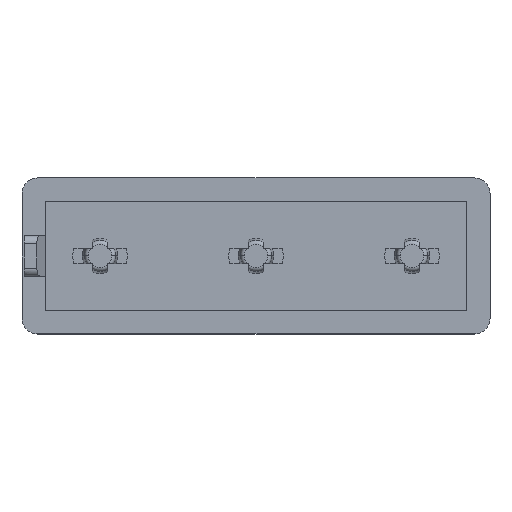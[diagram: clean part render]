
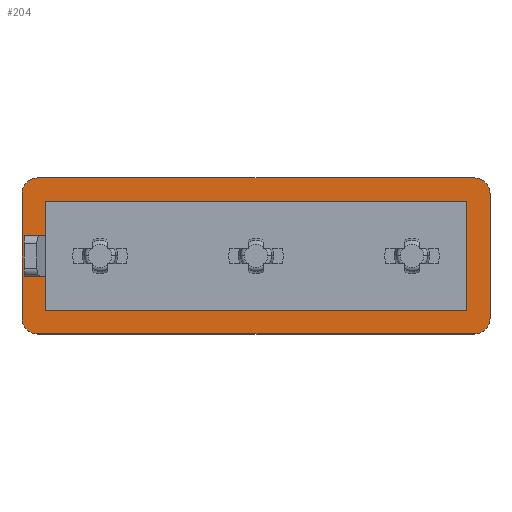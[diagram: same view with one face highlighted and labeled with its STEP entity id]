
A CAD part, top view. The second image highlights one B-rep face of the part: STEP entity #204.
In plain terms, the highlighted planar face has unit normal (0, 0, 1).
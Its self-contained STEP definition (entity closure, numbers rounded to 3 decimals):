
#204=ADVANCED_FACE('NONE',(#508,#509),#510,.T.);
#508=FACE_OUTER_BOUND('',#907,.T.);
#509=FACE_BOUND('',#908,.T.);
#510=PLANE('',#909);
#907=EDGE_LOOP('',(#1464,#1465,#1466,#1467,#1468,#1469,#1470,#1471));
#908=EDGE_LOOP('',(#1472,#1473,#1474,#1475,#1476,#1477,#1478,#1479));
#909=AXIS2_PLACEMENT_3D('',#1480,#1481,#1482);
#1464=ORIENTED_EDGE('',*,*,#2580,.T.);
#1465=ORIENTED_EDGE('',*,*,#2581,.T.);
#1466=ORIENTED_EDGE('',*,*,#2582,.T.);
#1467=ORIENTED_EDGE('',*,*,#2583,.T.);
#1468=ORIENTED_EDGE('',*,*,#2584,.T.);
#1469=ORIENTED_EDGE('',*,*,#2585,.T.);
#1470=ORIENTED_EDGE('',*,*,#2586,.T.);
#1471=ORIENTED_EDGE('',*,*,#2587,.T.);
#1472=ORIENTED_EDGE('',*,*,#2588,.F.);
#1473=ORIENTED_EDGE('',*,*,#2589,.T.);
#1474=ORIENTED_EDGE('',*,*,#2590,.T.);
#1475=ORIENTED_EDGE('',*,*,#2591,.T.);
#1476=ORIENTED_EDGE('',*,*,#2592,.F.);
#1477=ORIENTED_EDGE('',*,*,#2593,.F.);
#1478=ORIENTED_EDGE('',*,*,#2594,.F.);
#1479=ORIENTED_EDGE('',*,*,#2595,.F.);
#1480=CARTESIAN_POINT('',(30.0,-10.0,2.5));
#1481=DIRECTION('',(-0.0,0.0,1.0));
#1482=DIRECTION('',(1.0,0.0,0.0));
#2580=EDGE_CURVE('NONE',#3165,#3166,#3167,.T.);
#2581=EDGE_CURVE('NONE',#3166,#3168,#3169,.T.);
#2582=EDGE_CURVE('NONE',#3168,#3170,#3171,.T.);
#2583=EDGE_CURVE('NONE',#3170,#3172,#3173,.T.);
#2584=EDGE_CURVE('NONE',#3172,#3174,#3175,.T.);
#2585=EDGE_CURVE('NONE',#3174,#3176,#3177,.T.);
#2586=EDGE_CURVE('NONE',#3176,#3178,#3179,.T.);
#2587=EDGE_CURVE('NONE',#3178,#3165,#3180,.T.);
#2588=EDGE_CURVE('NONE',#3181,#3182,#3183,.T.);
#2589=EDGE_CURVE('NONE',#3181,#3184,#3185,.T.);
#2590=EDGE_CURVE('NONE',#3184,#3186,#3187,.T.);
#2591=EDGE_CURVE('NONE',#3186,#3188,#3189,.T.);
#2592=EDGE_CURVE('NONE',#3190,#3188,#3191,.T.);
#2593=EDGE_CURVE('NONE',#3192,#3190,#3193,.T.);
#2594=EDGE_CURVE('NONE',#3194,#3192,#3195,.T.);
#2595=EDGE_CURVE('NONE',#3182,#3194,#3196,.T.);
#3165=VERTEX_POINT('NONE',#3964);
#3166=VERTEX_POINT('NONE',#3965);
#3167=LINE('',#3966,#3967);
#3168=VERTEX_POINT('NONE',#3968);
#3169=CIRCLE('',#3969,2.0);
#3170=VERTEX_POINT('NONE',#3970);
#3171=LINE('',#3971,#3972);
#3172=VERTEX_POINT('NONE',#3973);
#3173=CIRCLE('',#3974,2.0);
#3174=VERTEX_POINT('NONE',#3975);
#3175=LINE('',#3976,#3977);
#3176=VERTEX_POINT('NONE',#3978);
#3177=CIRCLE('',#3979,2.0);
#3178=VERTEX_POINT('NONE',#3980);
#3179=LINE('',#3981,#3982);
#3180=CIRCLE('',#3983,2.0);
#3181=VERTEX_POINT('NONE',#3984);
#3182=VERTEX_POINT('NONE',#3985);
#3183=LINE('',#3986,#3987);
#3184=VERTEX_POINT('NONE',#3988);
#3185=LINE('',#3989,#3990);
#3186=VERTEX_POINT('NONE',#3991);
#3187=LINE('',#3992,#3993);
#3188=VERTEX_POINT('NONE',#3994);
#3189=LINE('',#3995,#3996);
#3190=VERTEX_POINT('NONE',#3997);
#3191=LINE('',#3998,#3999);
#3192=VERTEX_POINT('NONE',#4000);
#3193=LINE('',#4001,#4002);
#3194=VERTEX_POINT('NONE',#4003);
#3195=LINE('',#4004,#4005);
#3196=LINE('',#4006,#4007);
#3964=CARTESIAN_POINT('',(28.0,10.0,2.5));
#3965=CARTESIAN_POINT('',(-28.0,10.0,2.5));
#3966=CARTESIAN_POINT('',(-30.0,10.0,2.5));
#3967=VECTOR('',#4930,1000.0);
#3968=CARTESIAN_POINT('',(-30.0,8.0,2.5));
#3969=AXIS2_PLACEMENT_3D('',#4931,#4932,#4933);
#3970=CARTESIAN_POINT('',(-30.0,-8.0,2.5));
#3971=CARTESIAN_POINT('',(-30.0,10.0,2.5));
#3972=VECTOR('',#4934,1000.0);
#3973=CARTESIAN_POINT('',(-28.0,-10.0,2.5));
#3974=AXIS2_PLACEMENT_3D('',#4935,#4936,#4937);
#3975=CARTESIAN_POINT('',(28.0,-10.0,2.5));
#3976=CARTESIAN_POINT('',(-30.0,-10.0,2.5));
#3977=VECTOR('',#4938,1000.0);
#3978=CARTESIAN_POINT('',(30.0,-8.0,2.5));
#3979=AXIS2_PLACEMENT_3D('',#4939,#4940,#4941);
#3980=CARTESIAN_POINT('',(30.0,8.0,2.5));
#3981=CARTESIAN_POINT('',(30.0,10.0,2.5));
#3982=VECTOR('',#4942,1000.0);
#3983=AXIS2_PLACEMENT_3D('',#4943,#4944,#4945);
#3984=CARTESIAN_POINT('',(-27.0,-2.6,2.5));
#3985=CARTESIAN_POINT('',(-27.0,-7.0,2.5));
#3986=CARTESIAN_POINT('',(-27.0,7.0,2.5));
#3987=VECTOR('',#4946,1000.0);
#3988=CARTESIAN_POINT('',(-29.7,-2.6,2.5));
#3989=CARTESIAN_POINT('',(30.0,-2.6,2.5));
#3990=VECTOR('',#4947,1000.0);
#3991=CARTESIAN_POINT('',(-29.7,2.6,2.5));
#3992=CARTESIAN_POINT('',(-29.7,-10.0,2.5));
#3993=VECTOR('',#4948,1000.0);
#3994=CARTESIAN_POINT('',(-27.0,2.6,2.5));
#3995=CARTESIAN_POINT('',(30.0,2.6,2.5));
#3996=VECTOR('',#4949,1000.0);
#3997=CARTESIAN_POINT('',(-27.0,7.0,2.5));
#3998=CARTESIAN_POINT('',(-27.0,7.0,2.5));
#3999=VECTOR('',#4950,1000.0);
#4000=CARTESIAN_POINT('',(27.0,7.0,2.5));
#4001=CARTESIAN_POINT('',(-27.0,7.0,2.5));
#4002=VECTOR('',#4951,1000.0);
#4003=CARTESIAN_POINT('',(27.0,-7.0,2.5));
#4004=CARTESIAN_POINT('',(27.0,7.0,2.5));
#4005=VECTOR('',#4952,1000.0);
#4006=CARTESIAN_POINT('',(-27.0,-7.0,2.5));
#4007=VECTOR('',#4953,1000.0);
#4930=DIRECTION('',(-1.0,0.,-0.0));
#4931=CARTESIAN_POINT('',(-28.0,8.0,2.5));
#4932=DIRECTION('',(-0.0,0.0,1.0));
#4933=DIRECTION('',(1.0,0.0,0.0));
#4934=DIRECTION('',(0.,-1.0,0.0));
#4935=CARTESIAN_POINT('',(-28.0,-8.0,2.5));
#4936=DIRECTION('',(-0.0,0.0,1.0));
#4937=DIRECTION('',(1.0,0.0,0.0));
#4938=DIRECTION('',(1.0,0.0,0.0));
#4939=CARTESIAN_POINT('',(28.0,-8.0,2.5));
#4940=DIRECTION('',(-0.0,0.0,1.0));
#4941=DIRECTION('',(1.0,0.0,0.0));
#4942=DIRECTION('',(-0.0,1.0,-0.0));
#4943=CARTESIAN_POINT('',(28.0,8.0,2.5));
#4944=DIRECTION('',(-0.0,0.0,1.0));
#4945=DIRECTION('',(1.0,0.0,0.0));
#4946=DIRECTION('',(0.,-1.0,0.0));
#4947=DIRECTION('',(-1.0,0.0,-0.0));
#4948=DIRECTION('',(0.0,1.0,0.0));
#4949=DIRECTION('',(1.0,0.0,0.0));
#4950=DIRECTION('',(0.,-1.0,0.0));
#4951=DIRECTION('',(-1.0,-0.0,-0.0));
#4952=DIRECTION('',(0.,1.0,-0.0));
#4953=DIRECTION('',(1.0,0.,0.0));
